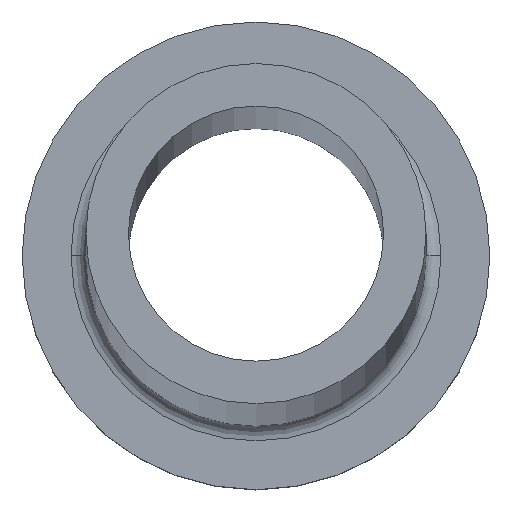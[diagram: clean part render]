
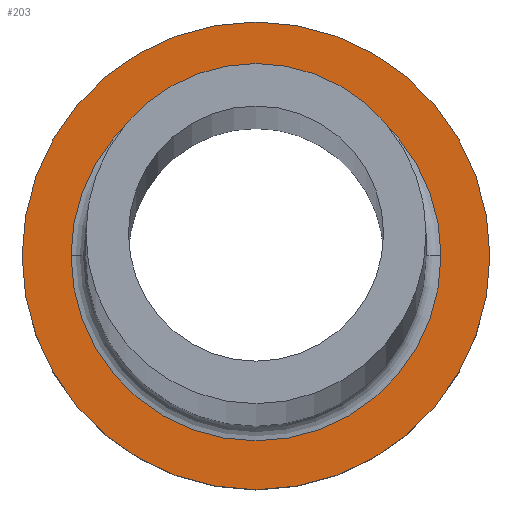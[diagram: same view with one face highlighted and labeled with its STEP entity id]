
A CAD part, top view. The second image highlights one B-rep face of the part: STEP entity #203.
In plain terms, the highlighted planar face has unit normal (0, 0, 1).
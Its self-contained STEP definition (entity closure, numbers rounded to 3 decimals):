
#9 = DIRECTION ( 'NONE',  ( 0., 0., 1. ) ) ;
#24 = CARTESIAN_POINT ( 'NONE',  ( 11., 0., 7. ) ) ;
#37 = PLANE ( 'NONE',  #305 ) ;
#39 = CARTESIAN_POINT ( 'NONE',  ( 0., 0., 7. ) ) ;
#68 = CARTESIAN_POINT ( 'NONE',  ( 8.7, 0., 7. ) ) ;
#71 = CARTESIAN_POINT ( 'NONE',  ( 0., 0., 7. ) ) ;
#81 = DIRECTION ( 'NONE',  ( 1., 0., 0. ) ) ;
#83 = ORIENTED_EDGE ( 'NONE', *, *, #216, .T. ) ;
#94 = FACE_OUTER_BOUND ( 'NONE', #204, .T. ) ;
#108 = VERTEX_POINT ( 'NONE', #346 ) ;
#110 = CARTESIAN_POINT ( 'NONE',  ( -11., 0., 7. ) ) ;
#113 = FACE_BOUND ( 'NONE', #344, .T. ) ;
#122 = CIRCLE ( 'NONE', #280, 8.7 ) ;
#126 = DIRECTION ( 'NONE',  ( 1., 0., 0. ) ) ;
#129 = DIRECTION ( 'NONE',  ( 0., 0., 1. ) ) ;
#137 = ORIENTED_EDGE ( 'NONE', *, *, #318, .T. ) ;
#152 = DIRECTION ( 'NONE',  ( 1., 0., 0. ) ) ;
#154 = CARTESIAN_POINT ( 'NONE',  ( 0., 0., 7. ) ) ;
#159 = DIRECTION ( 'NONE',  ( 1., 0., 0. ) ) ;
#161 = ORIENTED_EDGE ( 'NONE', *, *, #293, .T. ) ;
#182 = CIRCLE ( 'NONE', #275, 11. ) ;
#203 = ADVANCED_FACE ( 'NONE', ( #113, #94 ), #37, .T. ) ;
#204 = EDGE_LOOP ( 'NONE', ( #137, #83 ) ) ;
#215 = AXIS2_PLACEMENT_3D ( 'NONE', #154, #273, #81 ) ;
#216 = EDGE_CURVE ( 'NONE', #335, #365, #182, .T. ) ;
#220 = CIRCLE ( 'NONE', #215, 11. ) ;
#223 = VERTEX_POINT ( 'NONE', #68 ) ;
#230 = ORIENTED_EDGE ( 'NONE', *, *, #309, .T. ) ;
#234 = CIRCLE ( 'NONE', #287, 8.7 ) ;
#242 = DIRECTION ( 'NONE',  ( 1., 0., 0. ) ) ;
#273 = DIRECTION ( 'NONE',  ( 0., 0., 1. ) ) ;
#274 = DIRECTION ( 'NONE',  ( 0., 0., -1. ) ) ;
#275 = AXIS2_PLACEMENT_3D ( 'NONE', #71, #129, #159 ) ;
#280 = AXIS2_PLACEMENT_3D ( 'NONE', #299, #331, #152 ) ;
#287 = AXIS2_PLACEMENT_3D ( 'NONE', #39, #274, #242 ) ;
#293 = EDGE_CURVE ( 'NONE', #223, #108, #234, .T. ) ;
#299 = CARTESIAN_POINT ( 'NONE',  ( 0., 0., 7. ) ) ;
#305 = AXIS2_PLACEMENT_3D ( 'NONE', #362, #9, #126 ) ;
#309 = EDGE_CURVE ( 'NONE', #108, #223, #122, .T. ) ;
#318 = EDGE_CURVE ( 'NONE', #365, #335, #220, .T. ) ;
#331 = DIRECTION ( 'NONE',  ( 0., 0., -1. ) ) ;
#335 = VERTEX_POINT ( 'NONE', #24 ) ;
#344 = EDGE_LOOP ( 'NONE', ( #161, #230 ) ) ;
#346 = CARTESIAN_POINT ( 'NONE',  ( -8.7, 0., 7. ) ) ;
#362 = CARTESIAN_POINT ( 'NONE',  ( 0., 0., 7. ) ) ;
#365 = VERTEX_POINT ( 'NONE', #110 ) ;
